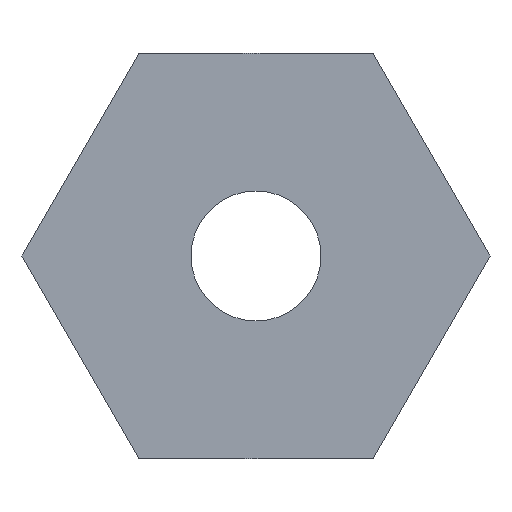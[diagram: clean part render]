
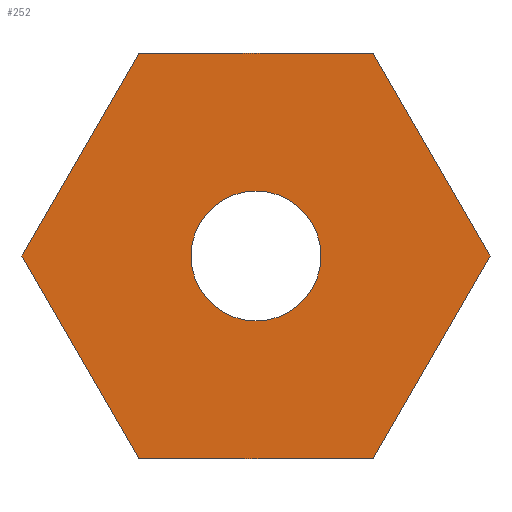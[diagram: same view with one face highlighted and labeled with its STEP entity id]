
A CAD part, front view. The second image highlights one B-rep face of the part: STEP entity #252.
In plain terms, the highlighted planar face has unit normal (0, -1, 0).
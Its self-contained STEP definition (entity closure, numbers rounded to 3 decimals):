
#23=PLANE('',#285);
#30=FACE_BOUND('',#63,.T.);
#43=FACE_OUTER_BOUND('',#62,.T.);
#62=EDGE_LOOP('',(#229,#230,#231,#232,#233,#234));
#63=EDGE_LOOP('',(#235));
#72=LINE('',#449,#94);
#76=LINE('',#457,#98);
#79=LINE('',#463,#101);
#82=LINE('',#469,#104);
#85=LINE('',#475,#107);
#88=LINE('',#480,#110);
#94=VECTOR('',#316,10.);
#98=VECTOR('',#322,10.);
#101=VECTOR('',#327,10.);
#104=VECTOR('',#332,10.);
#107=VECTOR('',#337,10.);
#110=VECTOR('',#342,10.);
#117=CIRCLE('',#277,1.666);
#127=VERTEX_POINT('',#443);
#128=VERTEX_POINT('',#447);
#129=VERTEX_POINT('',#448);
#132=VERTEX_POINT('',#456);
#134=VERTEX_POINT('',#462);
#136=VERTEX_POINT('',#468);
#138=VERTEX_POINT('',#474);
#152=EDGE_CURVE('',#127,#127,#117,.F.);
#154=EDGE_CURVE('',#128,#129,#72,.T.);
#158=EDGE_CURVE('',#132,#128,#76,.T.);
#161=EDGE_CURVE('',#134,#132,#79,.T.);
#164=EDGE_CURVE('',#136,#134,#82,.T.);
#167=EDGE_CURVE('',#138,#136,#85,.T.);
#170=EDGE_CURVE('',#129,#138,#88,.T.);
#229=ORIENTED_EDGE('',*,*,#170,.F.);
#230=ORIENTED_EDGE('',*,*,#154,.F.);
#231=ORIENTED_EDGE('',*,*,#158,.F.);
#232=ORIENTED_EDGE('',*,*,#161,.F.);
#233=ORIENTED_EDGE('',*,*,#164,.F.);
#234=ORIENTED_EDGE('',*,*,#167,.F.);
#235=ORIENTED_EDGE('',*,*,#152,.T.);
#252=ADVANCED_FACE('',(#43,#30),#23,.F.);
#277=AXIS2_PLACEMENT_3D('',#444,#311,#312);
#285=AXIS2_PLACEMENT_3D('',#483,#346,#347);
#311=DIRECTION('center_axis',(0.,-1.,0.));
#312=DIRECTION('ref_axis',(0.866,0.,0.5));
#316=DIRECTION('',(-0.5,0.,0.866));
#322=DIRECTION('',(-1.,0.,0.));
#327=DIRECTION('',(-0.5,0.,-0.866));
#332=DIRECTION('',(0.5,0.,-0.866));
#337=DIRECTION('',(1.,0.,0.));
#342=DIRECTION('',(0.5,0.,0.866));
#346=DIRECTION('center_axis',(0.,1.,0.));
#347=DIRECTION('ref_axis',(0.866,0.,0.5));
#443=CARTESIAN_POINT('',(-8.835,0.,2.755));
#444=CARTESIAN_POINT('Origin',(-7.392,0.,3.588));
#447=CARTESIAN_POINT('',(-10.392,0.,-1.608));
#448=CARTESIAN_POINT('',(-13.392,0.,3.588));
#449=CARTESIAN_POINT('',(-10.392,0.,-1.608));
#456=CARTESIAN_POINT('',(-4.392,0.,-1.608));
#457=CARTESIAN_POINT('',(-4.392,0.,-1.608));
#462=CARTESIAN_POINT('',(-1.392,0.,3.588));
#463=CARTESIAN_POINT('',(-1.392,0.,3.588));
#468=CARTESIAN_POINT('',(-4.392,0.,8.785));
#469=CARTESIAN_POINT('',(-4.392,0.,8.785));
#474=CARTESIAN_POINT('',(-10.392,0.,8.785));
#475=CARTESIAN_POINT('',(-10.392,0.,8.785));
#480=CARTESIAN_POINT('',(-13.392,0.,3.588));
#483=CARTESIAN_POINT('Origin',(-7.392,0.,3.588));
